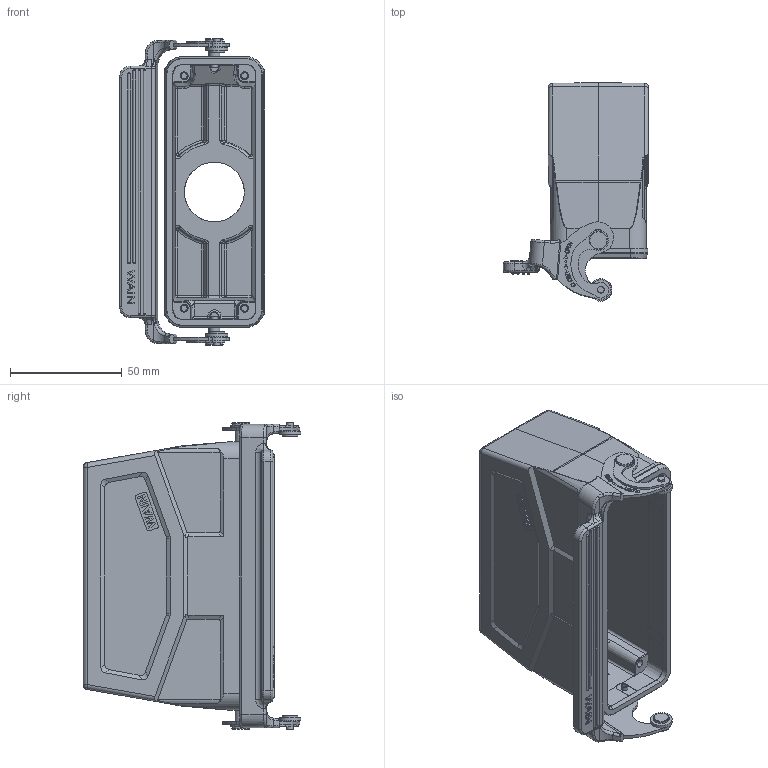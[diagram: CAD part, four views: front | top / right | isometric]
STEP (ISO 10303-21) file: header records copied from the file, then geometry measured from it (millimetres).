
FILE_DESCRIPTION(/* description */ (''),/* implementation_level */ '2;1');
FILE_NAME(/* name */ '3D_1241247215003_WV24B-CCTH-1L_SC-PG21_V1.1.stp',/* time_stamp */ '2023-12-20T16:19:29+08:00',/* author */ (''),/* organization */ (''),/* preprocessor_version */ 'ST-DEVELOPER v18.1',/* originating_system */ 'SIEMENS PLM Software NX 1980',/* authorisation */ '');
FILE_SCHEMA (('AP203_CONFIGURATION_CONTROLLED_3D_DESIGN_OF_MECHANICAL_PARTS_AND_ASSEMBLIES_MIM_LF { 1 0 10303 403 2 1 2}'));
Length unit declared in the file: millimetre
Products named in the file (1): 3D_1241247215001_WV24B-CCTH-1L_SC-M32_V1.0_stp
Bounding box: 64.98 x 97.47 x 137.1 mm (x, y, z)
Volume: 121931.5 mm3; surface area: 67563.2 mm2
Topology: 1 solids, 18 shells, 1392 faces, 3600 edges, 2308 vertices
Faces by surface type: plane 664, cylinder 492, bspline 77, torus 51, extrusion 37, sphere 37, cone 34
Full cylindrical faces by diameter (mm): 1.9 x2, 2.7 x4, 2.959 x4, 3 x2, 3.5 x4, 4.8 x2, 4.906 x2, 5 x4, 7 x2, 8 x2, 9.8 x2, 26.8 x1
Entity records: 48051 total; most frequent: CARTESIAN_POINT 11532, ORIENTED_EDGE 7006, DIRECTION 6943, EDGE_CURVE 3503, AXIS2_PLACEMENT_3D 2489, VERTEX_POINT 2279, VECTOR 1965, LINE 1928
